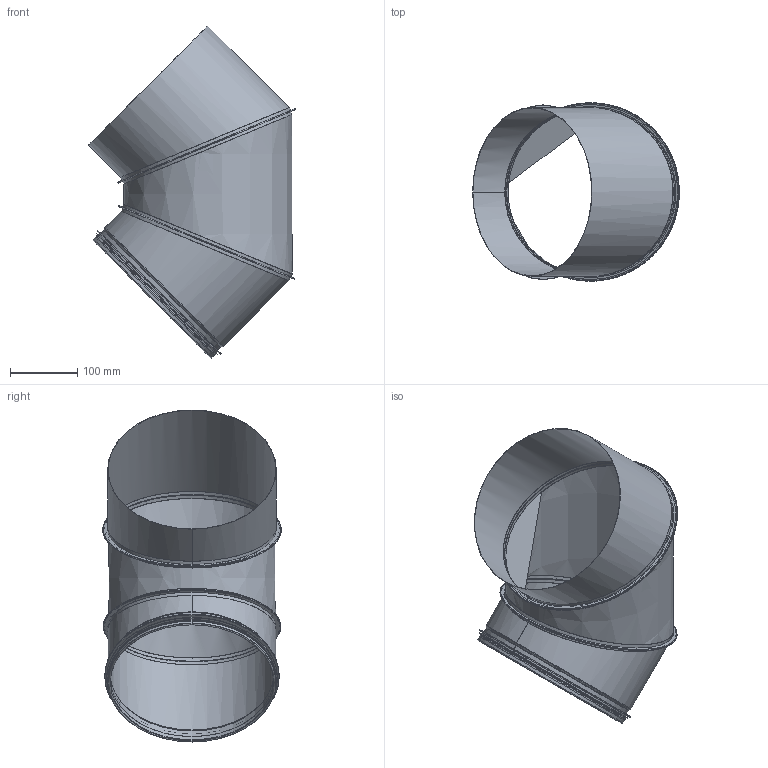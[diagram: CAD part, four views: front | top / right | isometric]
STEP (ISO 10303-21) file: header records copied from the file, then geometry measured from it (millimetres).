
FILE_DESCRIPTION((''),'2;1');
FILE_NAME('DI10007.stp','2014-02-19T15:39:17',(''),(''),'Autodesk Inventor 2013','Autodesk Inventor 2013','');
FILE_SCHEMA(('AUTOMOTIVE_DESIGN { 1 2 10303 214 0 1 1 1 }'));
Length unit declared in the file: millimetre
Products named in the file (6): DI10007; HIBKMRörämne-250; HIBKSegmentMitten-250; HIBKMSegmentÄnde_250; HIBKSegmentÄnde-250; 999007
Assembly tree (5 placements, depth 3):
  DI10007
    HIBKMRörämne-250
      HIBKSegmentMitten-250
      HIBKMSegmentÄnde_250
      HIBKSegmentÄnde-250
    999007
Bounding box: 306.93 x 264.89 x 493.05 mm (x, y, z)
Volume: 197710.3 mm3; surface area: 720044.7 mm2
Topology: 4 solids, 4 shells, 103 faces, 222 edges, 128 vertices
Faces by surface type: plane 44, bspline 23, cylinder 14, torus 14, cone 8
Full cylindrical faces by diameter (mm): 243.1 x1, 244.1 x1, 245.3 x1, 247.9 x5, 248.9 x2, 249.4 x1, 250.4 x1, 254.3 x1, 259.3 x1
Entity records: 5947 total; most frequent: CARTESIAN_POINT 3649, DIRECTION 416, ORIENTED_EDGE 396, EDGE_CURVE 198, AXIS2_PLACEMENT_3D 170, EDGE_LOOP 126, VERTEX_POINT 124, STYLED_ITEM 105
